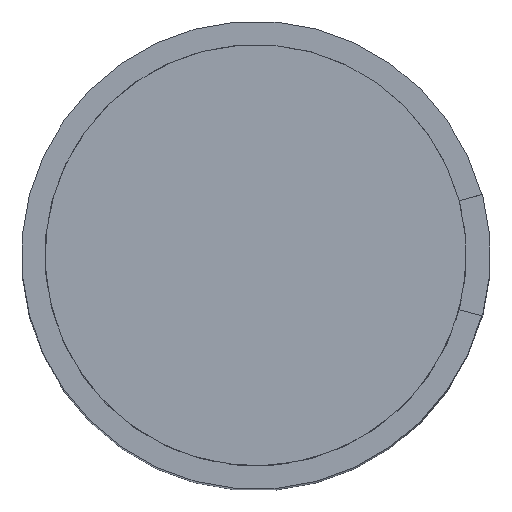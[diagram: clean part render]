
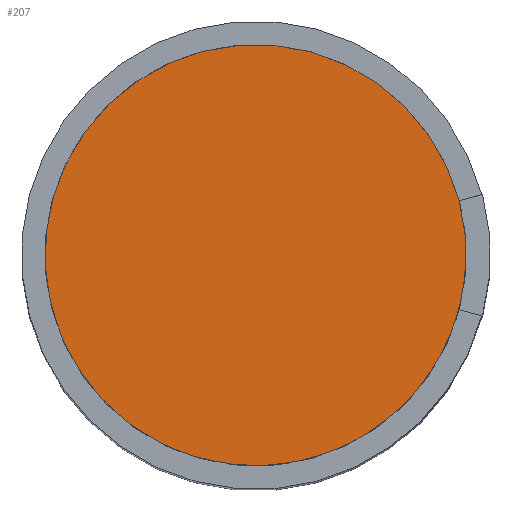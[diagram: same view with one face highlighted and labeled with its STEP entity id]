
A CAD part, top view. The second image highlights one B-rep face of the part: STEP entity #207.
In plain terms, the highlighted planar face has unit normal (0, 0, 1).
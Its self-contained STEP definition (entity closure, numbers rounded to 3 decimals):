
#44=PLANE('',#251);
#62=FACE_OUTER_BOUND('',#78,.T.);
#78=EDGE_LOOP('',(#172));
#90=CIRCLE('',#245,2.835);
#107=VERTEX_POINT('',#355);
#127=EDGE_CURVE('',#107,#107,#90,.T.);
#172=ORIENTED_EDGE('',*,*,#127,.F.);
#207=ADVANCED_FACE('',(#62),#44,.T.);
#245=AXIS2_PLACEMENT_3D('',#356,#296,#297);
#251=AXIS2_PLACEMENT_3D('',#367,#311,#312);
#296=DIRECTION('center_axis',(0.,0.,-1.));
#297=DIRECTION('ref_axis',(1.,0.,0.));
#311=DIRECTION('center_axis',(0.,0.,1.));
#312=DIRECTION('ref_axis',(1.,0.,0.));
#355=CARTESIAN_POINT('',(2.835,0.,12.1));
#356=CARTESIAN_POINT('Origin',(0.,0.,12.1));
#367=CARTESIAN_POINT('Origin',(0.,0.,12.1));
